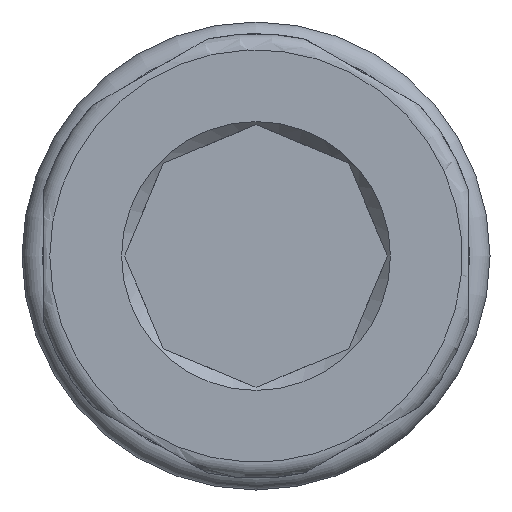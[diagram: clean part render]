
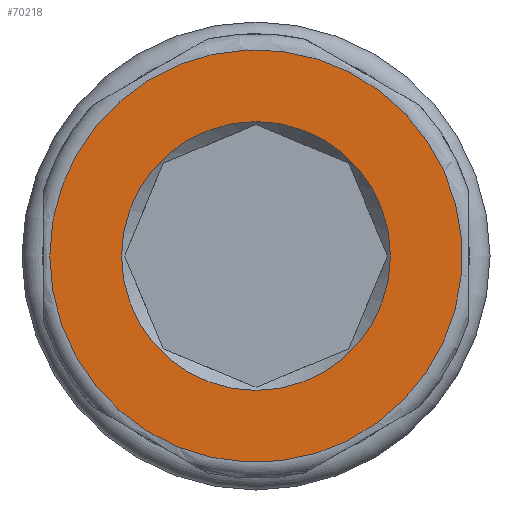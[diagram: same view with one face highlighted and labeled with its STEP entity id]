
A CAD part, left-side view. The second image highlights one B-rep face of the part: STEP entity #70218.
In plain terms, the highlighted planar face has unit normal (-1, 0, 0).
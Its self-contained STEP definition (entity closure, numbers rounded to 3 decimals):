
#70187=CARTESIAN_POINT('',(0.0,6.65,0.));
#70188=VERTEX_POINT('',#70187);
#70189=CARTESIAN_POINT('',(0.0,0.0,0.0));
#70190=DIRECTION('',(-1.0,0.0,0.0));
#70191=DIRECTION('',(0.0,-1.0,0.0));
#70192=AXIS2_PLACEMENT_3D('',#70189,#70190,#70191);
#70193=CIRCLE('',#70192,6.65);
#70194=EDGE_CURVE('',#70188,#70188,#70193,.T.);
#70199=CARTESIAN_POINT('',(0.0,8.5,0.0));
#70200=DIRECTION('',(-1.0,0.0,0.0));
#70201=DIRECTION('',(0.0,0.0,1.0));
#70202=AXIS2_PLACEMENT_3D('',#70199,#70200,#70201);
#70203=PLANE('',#70202);
#70204=CARTESIAN_POINT('',(0.0,10.2,0.0));
#70205=VERTEX_POINT('',#70204);
#70206=CARTESIAN_POINT('',(0.0,0.0,0.0));
#70207=DIRECTION('',(1.0,0.0,0.0));
#70208=DIRECTION('',(0.0,-1.0,0.0));
#70209=AXIS2_PLACEMENT_3D('',#70206,#70207,#70208);
#70210=CIRCLE('',#70209,10.2);
#70211=EDGE_CURVE('',#70205,#70205,#70210,.T.);
#70212=ORIENTED_EDGE('',*,*,#70211,.F.);
#70213=EDGE_LOOP('',(#70212));
#70214=FACE_OUTER_BOUND('',#70213,.T.);
#70215=ORIENTED_EDGE('',*,*,#70194,.F.);
#70216=EDGE_LOOP('',(#70215));
#70217=FACE_BOUND('',#70216,.T.);
#70218=ADVANCED_FACE('',(#70214,#70217),#70203,.T.);
